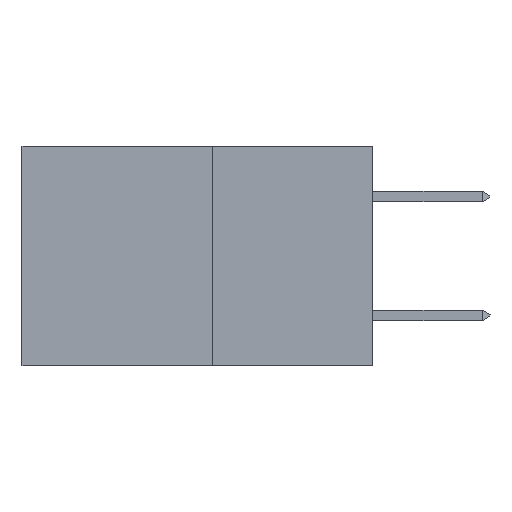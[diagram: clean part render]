
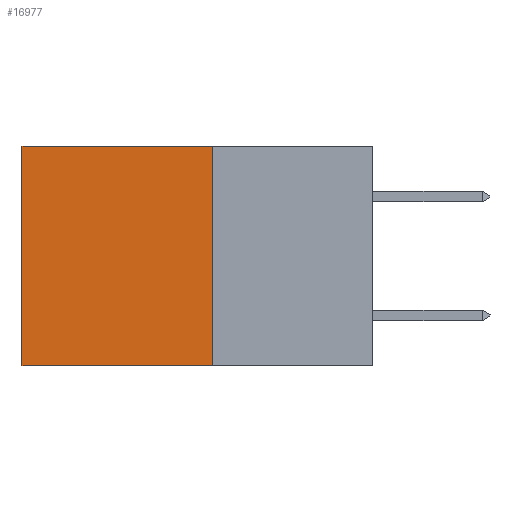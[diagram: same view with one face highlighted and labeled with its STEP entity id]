
A CAD part, left-side view. The second image highlights one B-rep face of the part: STEP entity #16977.
In plain terms, the highlighted planar face has unit normal (-1, 0, 0).
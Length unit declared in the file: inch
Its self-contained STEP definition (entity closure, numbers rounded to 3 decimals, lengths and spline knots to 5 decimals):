
#514 = CARTESIAN_POINT ( 'NONE',  ( 0.277, 0.27, -0.37 ) ) ;
#1843 = FACE_OUTER_BOUND ( 'NONE', #29590, .T. ) ;
#2168 = CARTESIAN_POINT ( 'NONE',  ( 0.277, 0.59, -0.37 ) ) ;
#3304 = EDGE_CURVE ( 'NONE', #22979, #29489, #6142, .T. ) ;
#5027 = LINE ( 'NONE', #5881, #23650 ) ;
#5881 = CARTESIAN_POINT ( 'NONE',  ( 0.277, 0.27, 0. ) ) ;
#6142 = LINE ( 'NONE', #21231, #24715 ) ;
#6624 = ORIENTED_EDGE ( 'NONE', *, *, #8673, .F. ) ;
#6821 = AXIS2_PLACEMENT_3D ( 'NONE', #22438, #7935, #24826 ) ;
#7935 = DIRECTION ( 'NONE',  ( 1., 0., 0. ) ) ;
#8388 = LINE ( 'NONE', #2168, #26865 ) ;
#8673 = EDGE_CURVE ( 'NONE', #29489, #9716, #28373, .T. ) ;
#9716 = VERTEX_POINT ( 'NONE', #24729 ) ;
#9902 = VECTOR ( 'NONE', #16362, 39.37008 ) ;
#16286 = CARTESIAN_POINT ( 'NONE',  ( 0.277, 0.27, -0.37 ) ) ;
#16362 = DIRECTION ( 'NONE',  ( 0., 1., 0. ) ) ;
#16977 = ADVANCED_FACE ( 'NONE', ( #1843 ), #20041, .F. ) ;
#17416 = EDGE_CURVE ( 'NONE', #30550, #9716, #8388, .T. ) ;
#20041 = PLANE ( 'NONE',  #6821 ) ;
#20566 = CARTESIAN_POINT ( 'NONE',  ( 0.277, 0.59, 0. ) ) ;
#21231 = CARTESIAN_POINT ( 'NONE',  ( 0.277, 0.27, -0.37 ) ) ;
#21336 = DIRECTION ( 'NONE',  ( 0., 0., -1. ) ) ;
#22438 = CARTESIAN_POINT ( 'NONE',  ( 0.277, 0.27, -0.37 ) ) ;
#22979 = VERTEX_POINT ( 'NONE', #29173 ) ;
#22982 = DIRECTION ( 'NONE',  ( 0., 1., 0. ) ) ;
#23650 = VECTOR ( 'NONE', #22982, 39.37008 ) ;
#24715 = VECTOR ( 'NONE', #21336, 39.37008 ) ;
#24729 = CARTESIAN_POINT ( 'NONE',  ( 0.277, 0.59, -0.37 ) ) ;
#24826 = DIRECTION ( 'NONE',  ( 0., 0., -1. ) ) ;
#24882 = ORIENTED_EDGE ( 'NONE', *, *, #29888, .T. ) ;
#26865 = VECTOR ( 'NONE', #31144, 39.37008 ) ;
#27233 = ORIENTED_EDGE ( 'NONE', *, *, #3304, .F. ) ;
#28373 = LINE ( 'NONE', #16286, #9902 ) ;
#29173 = CARTESIAN_POINT ( 'NONE',  ( 0.277, 0.27, 0. ) ) ;
#29489 = VERTEX_POINT ( 'NONE', #514 ) ;
#29590 = EDGE_LOOP ( 'NONE', ( #29978, #6624, #27233, #24882 ) ) ;
#29888 = EDGE_CURVE ( 'NONE', #22979, #30550, #5027, .T. ) ;
#29978 = ORIENTED_EDGE ( 'NONE', *, *, #17416, .T. ) ;
#30550 = VERTEX_POINT ( 'NONE', #20566 ) ;
#31144 = DIRECTION ( 'NONE',  ( 0., 0., -1. ) ) ;
